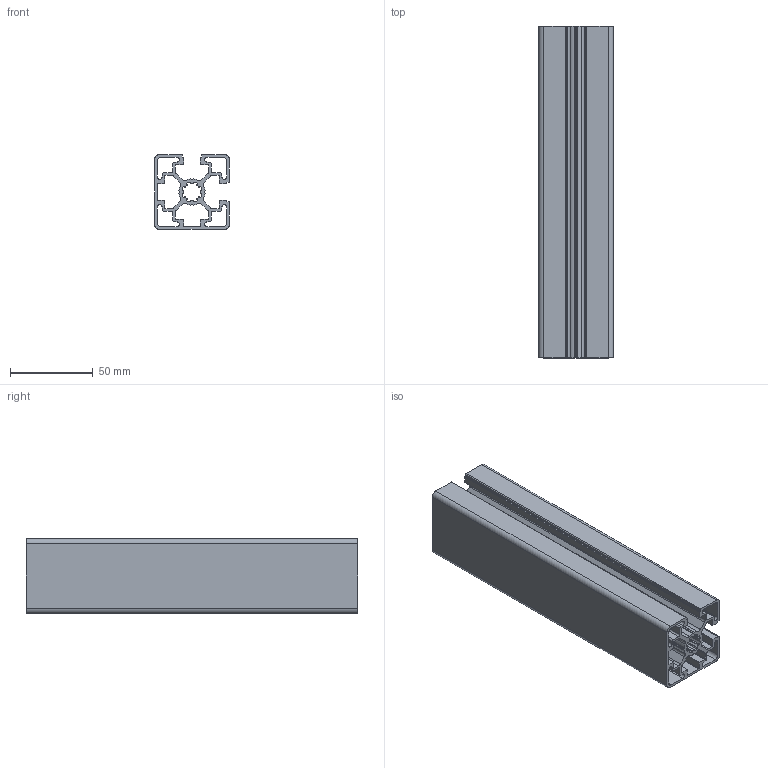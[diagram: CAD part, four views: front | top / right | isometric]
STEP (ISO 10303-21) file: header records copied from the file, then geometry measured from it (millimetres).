
FILE_DESCRIPTION (( 'STEP AP203' ), '1' );
FILE_NAME ('411992402_c_1.STEP', '2022-10-23T12:25:24', ( '' ), ( '' ), 'SwSTEP 2.0', 'SolidWorks 2014', '' );
FILE_SCHEMA (( 'CONFIG_CONTROL_DESIGN' ));
Length unit declared in the file: millimetre
Products named in the file (1): 411992402_c_1
Bounding box: 45 x 200 x 45 mm (x, y, z)
Volume: 121556.9 mm3; surface area: 127854.9 mm2
Topology: 1 solids, 1 shells, 254 faces, 756 edges, 504 vertices
Faces by surface type: cylinder 156, plane 98
Entity records: 8757 total; most frequent: DIRECTION 1578, CARTESIAN_POINT 1515, ORIENTED_EDGE 1512, EDGE_CURVE 756, AXIS2_PLACEMENT_3D 567, VERTEX_POINT 504, LINE 444, VECTOR 444
